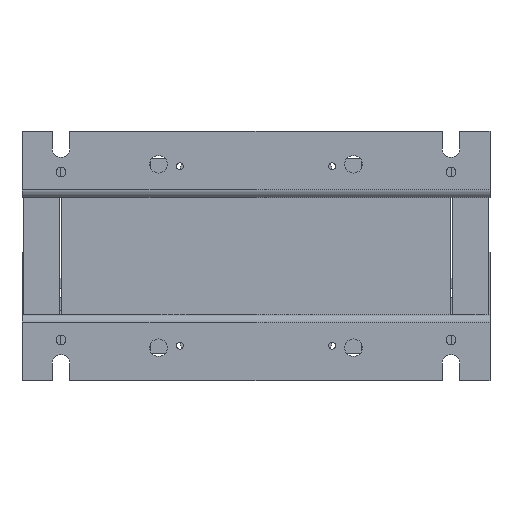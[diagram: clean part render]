
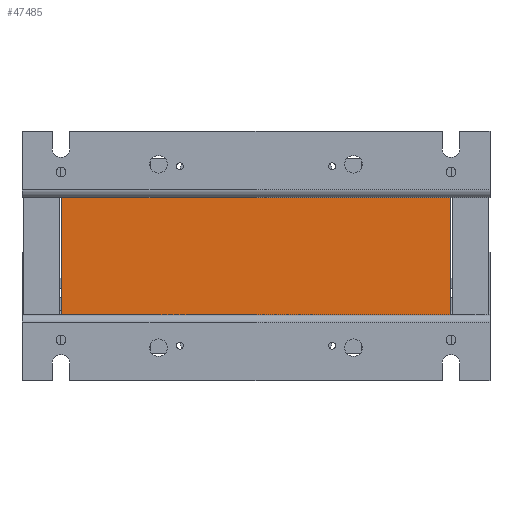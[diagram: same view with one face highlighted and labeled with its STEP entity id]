
A CAD part, front view. The second image highlights one B-rep face of the part: STEP entity #47485.
In plain terms, the highlighted planar face has unit normal (0, -1, 0).
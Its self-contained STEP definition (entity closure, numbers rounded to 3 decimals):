
#2578=FACE_OUTER_BOUND('',#4810,.T.);
#4810=EDGE_LOOP('',(#30783,#30784,#30785,#30786));
#7277=LINE('',#66406,#12855);
#7288=LINE('',#66446,#12866);
#7290=LINE('',#66451,#12868);
#7293=LINE('',#66456,#12871);
#12855=VECTOR('',#53482,10.);
#12866=VECTOR('',#53515,10.);
#12868=VECTOR('',#53519,10.);
#12871=VECTOR('',#53526,10.);
#18431=VERTEX_POINT('',#66400);
#18433=VERTEX_POINT('',#66404);
#18450=VERTEX_POINT('',#66442);
#18453=VERTEX_POINT('',#66449);
#23481=EDGE_CURVE('',#18431,#18433,#7277,.T.);
#23500=EDGE_CURVE('',#18431,#18450,#7288,.T.);
#23502=EDGE_CURVE('',#18433,#18453,#7290,.T.);
#23505=EDGE_CURVE('',#18453,#18450,#7293,.T.);
#30783=ORIENTED_EDGE('',*,*,#23505,.T.);
#30784=ORIENTED_EDGE('',*,*,#23500,.F.);
#30785=ORIENTED_EDGE('',*,*,#23481,.T.);
#30786=ORIENTED_EDGE('',*,*,#23502,.T.);
#43647=PLANE('',#49818);
#47485=ADVANCED_FACE('',(#2578),#43647,.T.);
#49818=AXIS2_PLACEMENT_3D('',#66455,#53524,#53525);
#53482=DIRECTION('',(1.,0.,0.));
#53515=DIRECTION('',(0.,0.,1.));
#53519=DIRECTION('',(0.,0.,1.));
#53524=DIRECTION('center_axis',(0.,-1.,0.));
#53525=DIRECTION('ref_axis',(0.,0.,
1.));
#53526=DIRECTION('',(-1.,0.,0.));
#66400=CARTESIAN_POINT('',(-100.,-100.,-30.));
#66404=CARTESIAN_POINT('',(100.,-100.,-30.));
#66406=CARTESIAN_POINT('',(-100.,-100.,-30.));
#66442=CARTESIAN_POINT('',(-100.,-100.,30.));
#66446=CARTESIAN_POINT('',(-100.,-100.,0.));
#66449=CARTESIAN_POINT('',(100.,-100.,30.));
#66451=CARTESIAN_POINT('',(100.,-100.,0.));
#66455=CARTESIAN_POINT('Origin',(100.,-100.,0.));
#66456=CARTESIAN_POINT('',(-100.,-100.,30.));
